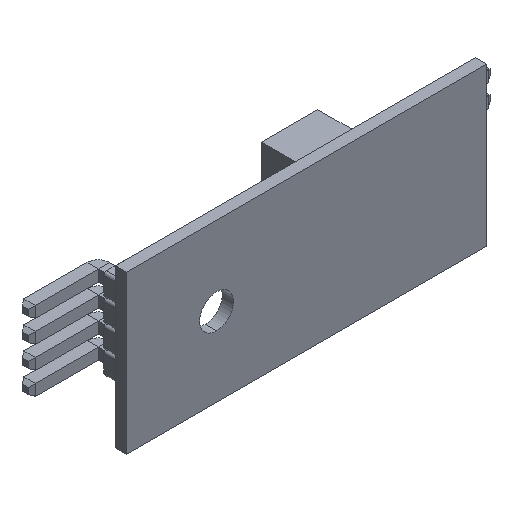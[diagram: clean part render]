
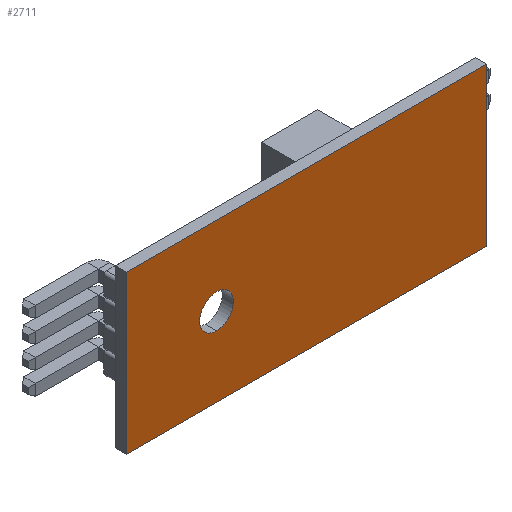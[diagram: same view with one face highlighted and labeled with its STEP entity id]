
A CAD part, isometric view. The second image highlights one B-rep face of the part: STEP entity #2711.
In plain terms, the highlighted planar face has unit normal (0, -1, 0).
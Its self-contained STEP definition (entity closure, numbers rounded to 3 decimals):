
#162 = LINE ( 'NONE', #1597, #4867 ) ;
#325 = DIRECTION ( 'NONE',  ( 0., 0., -1. ) ) ;
#368 = EDGE_LOOP ( 'NONE', ( #1639, #835, #4597, #2917 ) ) ;
#835 = ORIENTED_EDGE ( 'NONE', *, *, #10818, .F. ) ;
#1239 = VERTEX_POINT ( 'NONE', #7019 ) ;
#1597 = CARTESIAN_POINT ( 'NONE',  ( 0., 0., 0. ) ) ;
#1639 = ORIENTED_EDGE ( 'NONE', *, *, #4049, .F. ) ;
#1711 = DIRECTION ( 'NONE',  ( 0., 1., 0. ) ) ;
#2622 = EDGE_CURVE ( 'NONE', #9654, #5833, #10566, .T. ) ;
#2711 = ADVANCED_FACE ( 'NONE', ( #3826, #4101 ), #3809, .T. ) ;
#2917 = ORIENTED_EDGE ( 'NONE', *, *, #9261, .F. ) ;
#2918 = DIRECTION ( 'NONE',  ( 0., -1., 0. ) ) ;
#3063 = CARTESIAN_POINT ( 'NONE',  ( 0., 0., 0. ) ) ;
#3220 = DIRECTION ( 'NONE',  ( 0., 0., -1. ) ) ;
#3401 = ORIENTED_EDGE ( 'NONE', *, *, #9196, .T. ) ;
#3449 = CIRCLE ( 'NONE', #8257, 1.5 ) ;
#3487 = CARTESIAN_POINT ( 'NONE',  ( 8., 0., -7. ) ) ;
#3578 = CIRCLE ( 'NONE', #5087, 1.5 ) ;
#3629 = CARTESIAN_POINT ( 'NONE',  ( 32., 0., -14. ) ) ;
#3809 = PLANE ( 'NONE',  #10065 ) ;
#3826 = FACE_BOUND ( 'NONE', #4117, .T. ) ;
#4001 = DIRECTION ( 'NONE',  ( 0., 0., 1. ) ) ;
#4049 = EDGE_CURVE ( 'NONE', #5704, #4504, #162, .T. ) ;
#4101 = FACE_OUTER_BOUND ( 'NONE', #368, .T. ) ;
#4117 = EDGE_LOOP ( 'NONE', ( #3401, #4398 ) ) ;
#4127 = CARTESIAN_POINT ( 'NONE',  ( 0., 0., -14. ) ) ;
#4398 = ORIENTED_EDGE ( 'NONE', *, *, #9354, .T. ) ;
#4504 = VERTEX_POINT ( 'NONE', #3063 ) ;
#4564 = DIRECTION ( 'NONE',  ( 0., 0., -1. ) ) ;
#4597 = ORIENTED_EDGE ( 'NONE', *, *, #2622, .F. ) ;
#4707 = CARTESIAN_POINT ( 'NONE',  ( 0., 0., 0. ) ) ;
#4867 = VECTOR ( 'NONE', #4001, 1000. ) ;
#5087 = AXIS2_PLACEMENT_3D ( 'NONE', #6658, #10736, #3220 ) ;
#5422 = LINE ( 'NONE', #5834, #10822 ) ;
#5704 = VERTEX_POINT ( 'NONE', #8547 ) ;
#5833 = VERTEX_POINT ( 'NONE', #3629 ) ;
#5834 = CARTESIAN_POINT ( 'NONE',  ( 0., 0., 0. ) ) ;
#5862 = VERTEX_POINT ( 'NONE', #6390 ) ;
#6390 = CARTESIAN_POINT ( 'NONE',  ( 8., 0., -5.5 ) ) ;
#6658 = CARTESIAN_POINT ( 'NONE',  ( 8., 0., -7. ) ) ;
#7019 = CARTESIAN_POINT ( 'NONE',  ( 8., 0., -8.5 ) ) ;
#7359 = DIRECTION ( 'NONE',  ( -1., 0., 0. ) ) ;
#7611 = DIRECTION ( 'NONE',  ( 0., 0., -1. ) ) ;
#8257 = AXIS2_PLACEMENT_3D ( 'NONE', #3487, #1711, #7611 ) ;
#8547 = CARTESIAN_POINT ( 'NONE',  ( 0., 0., -14. ) ) ;
#8646 = VECTOR ( 'NONE', #7359, 1000. ) ;
#9026 = LINE ( 'NONE', #4127, #8646 ) ;
#9114 = VECTOR ( 'NONE', #325, 1000. ) ;
#9196 = EDGE_CURVE ( 'NONE', #5862, #1239, #3578, .T. ) ;
#9261 = EDGE_CURVE ( 'NONE', #4504, #9654, #5422, .T. ) ;
#9354 = EDGE_CURVE ( 'NONE', #1239, #5862, #3449, .T. ) ;
#9654 = VERTEX_POINT ( 'NONE', #10840 ) ;
#10065 = AXIS2_PLACEMENT_3D ( 'NONE', #4707, #2918, #4564 ) ;
#10374 = CARTESIAN_POINT ( 'NONE',  ( 32., 0., 0. ) ) ;
#10566 = LINE ( 'NONE', #10374, #9114 ) ;
#10736 = DIRECTION ( 'NONE',  ( 0., 1., 0. ) ) ;
#10808 = DIRECTION ( 'NONE',  ( 1., 0., 0. ) ) ;
#10818 = EDGE_CURVE ( 'NONE', #5833, #5704, #9026, .T. ) ;
#10822 = VECTOR ( 'NONE', #10808, 1000. ) ;
#10840 = CARTESIAN_POINT ( 'NONE',  ( 32., 0., 0. ) ) ;
